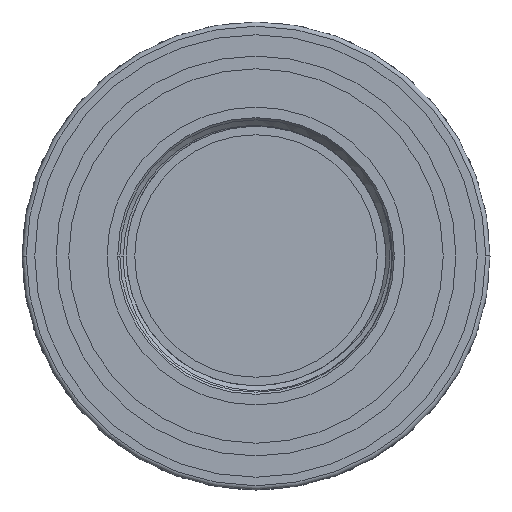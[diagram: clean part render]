
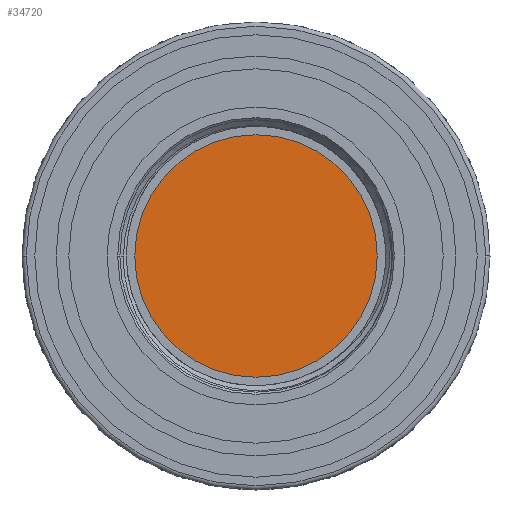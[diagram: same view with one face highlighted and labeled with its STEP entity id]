
A CAD part, front view. The second image highlights one B-rep face of the part: STEP entity #34720.
In plain terms, the highlighted planar face has unit normal (0, -1, 0).
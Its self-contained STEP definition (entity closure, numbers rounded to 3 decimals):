
#11898=CARTESIAN_POINT('',(0.,27.,0.));
#11899=DIRECTION('',(0.,1.,0.));
#11900=DIRECTION('',(1.,0.,0.));
#11901=AXIS2_PLACEMENT_3D('',#11898,#11899,#11900);
#11906=CARTESIAN_POINT('',(0.,27.,0.));
#11907=DIRECTION('',(0.,-1.,0.));
#11908=DIRECTION('',(1.,0.,0.));
#11909=AXIS2_PLACEMENT_3D('',#11906,#11907,#11908);
#13831=CARTESIAN_POINT('',(18.,27.,0.));
#13832=CARTESIAN_POINT('',(-18.,27.,0.));
#13833=VERTEX_POINT('',#13831);
#13834=VERTEX_POINT('',#13832);
#34711=CARTESIAN_POINT('',(0.,27.,0.));
#34712=DIRECTION('',(0.,-1.,0.));
#34713=DIRECTION('',(-1.,0.,0.));
#34714=AXIS2_PLACEMENT_3D('',#34711,#34712,#34713);
#34715=PLANE('',#34714);
#34716=ORIENTED_EDGE('',*,*,#34664,.T.);
#34717=ORIENTED_EDGE('',*,*,#34703,.F.);
#34718=EDGE_LOOP('',(#34716,#34717));
#34719=FACE_OUTER_BOUND('',#34718,.F.);
#34720=ADVANCED_FACE('',(#34719),#34715,.T.);
#11902=CIRCLE('',#11901,18.);
#11910=CIRCLE('',#11909,18.);
#34664=EDGE_CURVE('',#13833,#13834,#11902,.T.);
#34703=EDGE_CURVE('',#13833,#13834,#11910,.T.);
